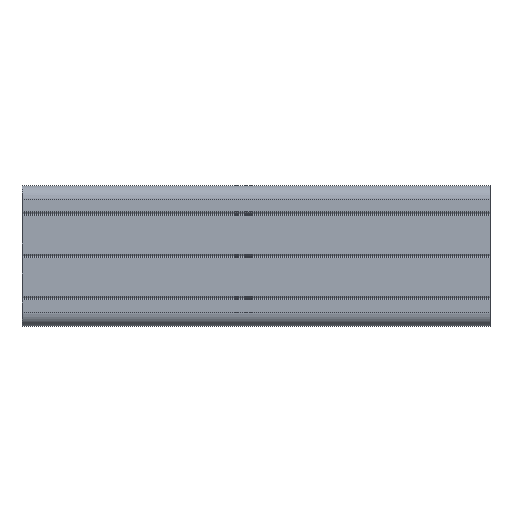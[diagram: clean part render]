
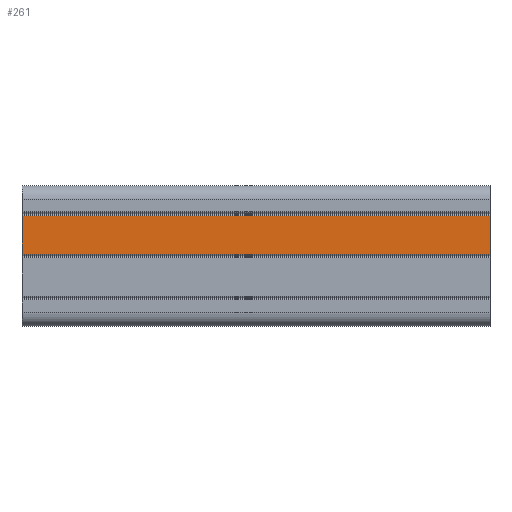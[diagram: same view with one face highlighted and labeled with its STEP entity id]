
A CAD part, top view. The second image highlights one B-rep face of the part: STEP entity #261.
In plain terms, the highlighted planar face has unit normal (0, 0, 1).
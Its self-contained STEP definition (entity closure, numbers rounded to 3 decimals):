
#261=ADVANCED_FACE('',(#478),#479,.F.);
#478=FACE_OUTER_BOUND('',#706,.T.);
#479=PLANE('',#707);
#706=EDGE_LOOP('',(#1444,#1445,#1446,#1447));
#707=AXIS2_PLACEMENT_3D('',#1448,#1449,#1450);
#1444=ORIENTED_EDGE('',*,*,#2051,.F.);
#1445=ORIENTED_EDGE('',*,*,#2052,.F.);
#1446=ORIENTED_EDGE('',*,*,#2053,.F.);
#1447=ORIENTED_EDGE('',*,*,#2049,.T.);
#1448=CARTESIAN_POINT('',(50000.0,4.5,15.));
#1449=DIRECTION('',(0.0,0.,-1.0));
#1450=DIRECTION('',(0.0,1.0,0.));
#2049=EDGE_CURVE('',#2590,#2588,#2591,.T.);
#2051=EDGE_CURVE('',#2593,#2588,#2594,.T.);
#2052=EDGE_CURVE('',#2595,#2593,#2596,.T.);
#2053=EDGE_CURVE('',#2590,#2595,#2597,.T.);
#2588=VERTEX_POINT('',#3342);
#2590=VERTEX_POINT('',#3344);
#2591=LINE('',#3345,#3346);
#2593=VERTEX_POINT('',#3348);
#2594=LINE('',#3349,#3350);
#2595=VERTEX_POINT('',#3351);
#2596=LINE('',#3352,#3353);
#2597=LINE('',#3354,#3355);
#3342=CARTESIAN_POINT('',(-50.,8.6,15.));
#3344=CARTESIAN_POINT('',(50.,8.6,15.));
#3345=CARTESIAN_POINT('',(50000.0,8.6,15.));
#3346=VECTOR('',#3941,1.0);
#3348=CARTESIAN_POINT('',(-50.,0.4,15.0));
#3349=CARTESIAN_POINT('',(-50.,4.5,15.));
#3350=VECTOR('',#3945,1.0);
#3351=CARTESIAN_POINT('',(50.,0.4,15.0));
#3352=CARTESIAN_POINT('',(50000.0,0.4,15.0));
#3353=VECTOR('',#3946,1.0);
#3354=CARTESIAN_POINT('',(50.,4.5,15.));
#3355=VECTOR('',#3947,1.0);
#3941=DIRECTION('',(-1.0,0.0,0.0));
#3945=DIRECTION('',(0.0,1.0,0.));
#3946=DIRECTION('',(-1.0,0.0,0.0));
#3947=DIRECTION('',(0.0,-1.0,0.));
